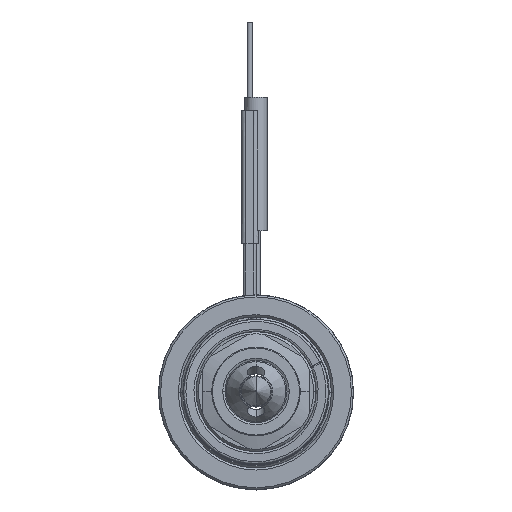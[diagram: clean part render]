
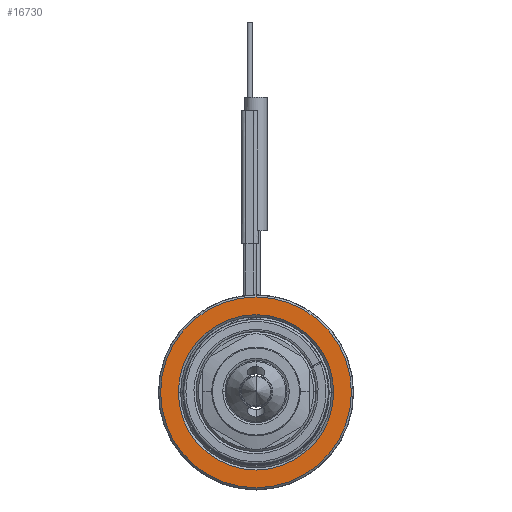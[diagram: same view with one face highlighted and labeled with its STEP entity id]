
A CAD part, top view. The second image highlights one B-rep face of the part: STEP entity #16730.
In plain terms, the highlighted planar face has unit normal (0, 0, 1).
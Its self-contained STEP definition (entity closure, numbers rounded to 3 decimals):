
#6516=CARTESIAN_POINT('',(0.,0.,40.));
#6517=DIRECTION('',(0.,0.,-1.));
#6518=DIRECTION('',(-1.,0.,0.));
#6519=AXIS2_PLACEMENT_3D('',#6516,#6517,#6518);
#6530=CARTESIAN_POINT('',(0.,0.,
40.));
#6531=DIRECTION('',(0.,0.,-1.));
#6532=DIRECTION('',(1.,0.,0.));
#6533=AXIS2_PLACEMENT_3D('',#6530,#6531,#6532);
#6544=CARTESIAN_POINT('',(0.,0.,
40.));
#6545=DIRECTION('',(0.,0.,-1.));
#6546=DIRECTION('',(1.,0.,0.));
#6547=AXIS2_PLACEMENT_3D('',#6544,#6545,#6546);
#6558=CARTESIAN_POINT('',(0.,0.,
40.));
#6559=DIRECTION('',(0.,0.,-1.));
#6560=DIRECTION('',(-1.,0.,0.));
#6561=AXIS2_PLACEMENT_3D('',#6558,#6559,#6560);
#6750=CARTESIAN_POINT('',(21.5,0.,40.));
#6751=CARTESIAN_POINT('',(-21.5,0.,40.));
#6752=VERTEX_POINT('',#6750);
#6753=VERTEX_POINT('',#6751);
#6754=CARTESIAN_POINT('',(17.5,0.,40.));
#6755=CARTESIAN_POINT('',(-17.5,0.,40.));
#6756=VERTEX_POINT('',#6754);
#6757=VERTEX_POINT('',#6755);
#16715=CARTESIAN_POINT('',(0.,0.,40.));
#16716=DIRECTION('',(0.,0.,1.));
#16717=DIRECTION('',(-1.,0.,0.));
#16718=AXIS2_PLACEMENT_3D('',#16715,#16716,#16717);
#16719=PLANE('',#16718);
#16720=ORIENTED_EDGE('',*,*,#16697,.T.);
#16721=ORIENTED_EDGE('',*,*,#16682,.T.);
#16722=EDGE_LOOP('',(#16720,#16721));
#16723=FACE_OUTER_BOUND('',#16722,.F.);
#16725=ORIENTED_EDGE('',*,*,#16724,.F.);
#16727=ORIENTED_EDGE('',*,*,#16726,.F.);
#16728=EDGE_LOOP('',(#16725,#16727));
#16729=FACE_BOUND('',#16728,.F.);
#6520=CIRCLE('',#6519,21.5);
#6534=CIRCLE('',#6533,21.5);
#6548=CIRCLE('',#6547,17.5);
#6562=CIRCLE('',#6561,17.5);
#16682=EDGE_CURVE('',#6753,#6752,#6520,.T.);
#16697=EDGE_CURVE('',#6752,#6753,#6534,.T.);
#16724=EDGE_CURVE('',#6756,#6757,#6548,.T.);
#16726=EDGE_CURVE('',#6757,#6756,#6562,.T.);
#16730=ADVANCED_FACE('',(#16723,#16729),#16719,.T.);
